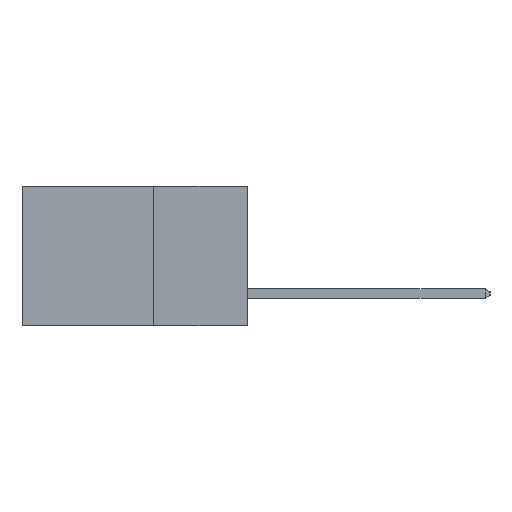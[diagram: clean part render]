
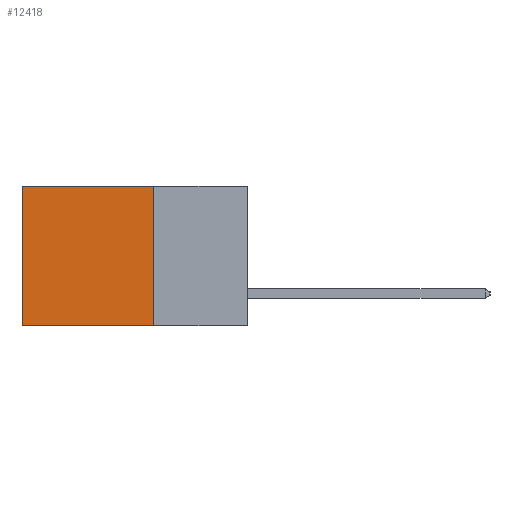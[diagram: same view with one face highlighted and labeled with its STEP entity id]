
A CAD part, left-side view. The second image highlights one B-rep face of the part: STEP entity #12418.
In plain terms, the highlighted planar face has unit normal (-1, 0, 0).
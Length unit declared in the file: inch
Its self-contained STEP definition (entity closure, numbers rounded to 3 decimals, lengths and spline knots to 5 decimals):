
#191 = LINE ( 'NONE', #4578, #6601 ) ;
#847 = EDGE_CURVE ( 'NONE', #2972, #3058, #191, .T. ) ;
#1028 = FACE_OUTER_BOUND ( 'NONE', #3211, .T. ) ;
#1216 = LINE ( 'NONE', #8135, #1611 ) ;
#1611 = VECTOR ( 'NONE', #1773, 39.37008 ) ;
#1743 = VECTOR ( 'NONE', #8884, 39.37008 ) ;
#1773 = DIRECTION ( 'NONE',  ( 0., 1., 0. ) ) ;
#2966 = CARTESIAN_POINT ( 'NONE',  ( 0.298, 0.25, 0. ) ) ;
#2972 = VERTEX_POINT ( 'NONE', #2966 ) ;
#3058 = VERTEX_POINT ( 'NONE', #14499 ) ;
#3098 = ORIENTED_EDGE ( 'NONE', *, *, #4853, .T. ) ;
#3211 = EDGE_LOOP ( 'NONE', ( #3098, #13792, #10627, #12331 ) ) ;
#3946 = AXIS2_PLACEMENT_3D ( 'NONE', #12504, #4915, #13809 ) ;
#4578 = CARTESIAN_POINT ( 'NONE',  ( 0.298, 0.25, 0. ) ) ;
#4853 = EDGE_CURVE ( 'NONE', #6399, #11206, #4953, .T. ) ;
#4915 = DIRECTION ( 'NONE',  ( 1., 0., 0. ) ) ;
#4953 = LINE ( 'NONE', #12154, #5343 ) ;
#5343 = VECTOR ( 'NONE', #8403, 39.37008 ) ;
#5850 = CARTESIAN_POINT ( 'NONE',  ( 0.298, 0.6, 0. ) ) ;
#6399 = VERTEX_POINT ( 'NONE', #5850 ) ;
#6601 = VECTOR ( 'NONE', #16460, 39.37008 ) ;
#8135 = CARTESIAN_POINT ( 'NONE',  ( 0.298, 0.25, -0.37 ) ) ;
#8403 = DIRECTION ( 'NONE',  ( 0., 0., -1. ) ) ;
#8524 = LINE ( 'NONE', #10198, #1743 ) ;
#8884 = DIRECTION ( 'NONE',  ( 0., 1., 0. ) ) ;
#10198 = CARTESIAN_POINT ( 'NONE',  ( 0.298, 0.25, 0. ) ) ;
#10627 = ORIENTED_EDGE ( 'NONE', *, *, #847, .F. ) ;
#11206 = VERTEX_POINT ( 'NONE', #11540 ) ;
#11540 = CARTESIAN_POINT ( 'NONE',  ( 0.298, 0.6, -0.37 ) ) ;
#12154 = CARTESIAN_POINT ( 'NONE',  ( 0.298, 0.6, 0. ) ) ;
#12331 = ORIENTED_EDGE ( 'NONE', *, *, #14397, .T. ) ;
#12418 = ADVANCED_FACE ( 'NONE', ( #1028 ), #15029, .F. ) ;
#12504 = CARTESIAN_POINT ( 'NONE',  ( 0.298, 0.25, 0. ) ) ;
#13792 = ORIENTED_EDGE ( 'NONE', *, *, #16280, .F. ) ;
#13809 = DIRECTION ( 'NONE',  ( 0., 0., -1. ) ) ;
#14397 = EDGE_CURVE ( 'NONE', #2972, #6399, #8524, .T. ) ;
#14499 = CARTESIAN_POINT ( 'NONE',  ( 0.298, 0.25, -0.37 ) ) ;
#15029 = PLANE ( 'NONE',  #3946 ) ;
#16280 = EDGE_CURVE ( 'NONE', #3058, #11206, #1216, .T. ) ;
#16460 = DIRECTION ( 'NONE',  ( 0., 0., -1. ) ) ;
